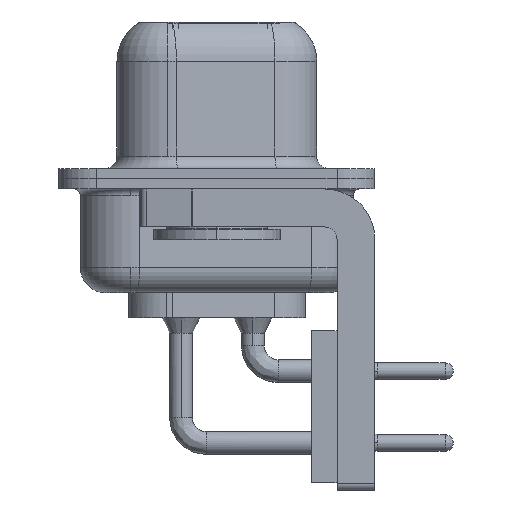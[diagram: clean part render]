
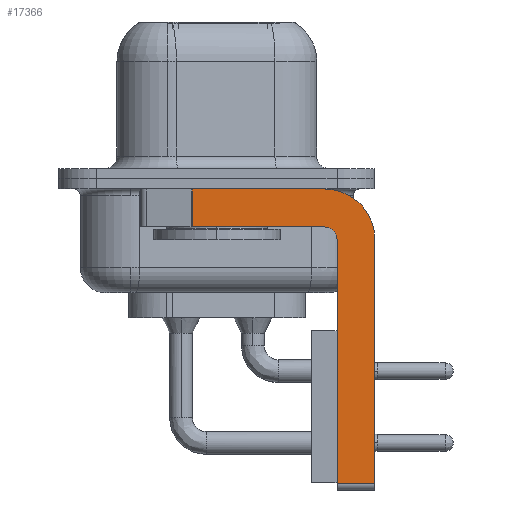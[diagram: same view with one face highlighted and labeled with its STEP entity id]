
A CAD part, left-side view. The second image highlights one B-rep face of the part: STEP entity #17366.
In plain terms, the highlighted planar face has unit normal (-1, 0, 0).
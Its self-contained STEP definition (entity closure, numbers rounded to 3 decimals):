
#1099 = VERTEX_POINT ( 'NONE', #2262 ) ;
#1291 = EDGE_CURVE ( 'NONE', #1099, #9947, #8830, .T. ) ;
#2262 = CARTESIAN_POINT ( 'NONE',  ( -2.9, -4.75, -2.4 ) ) ;
#2352 = VECTOR ( 'NONE', #13246, 1000. ) ;
#2357 = ORIENTED_EDGE ( 'NONE', *, *, #1291, .F. ) ;
#2718 = EDGE_CURVE ( 'NONE', #13305, #21557, #28755, .T. ) ;
#3495 = CARTESIAN_POINT ( 'NONE',  ( -2.9, -4.25, -12.05 ) ) ;
#3643 = ORIENTED_EDGE ( 'NONE', *, *, #23434, .F. ) ;
#3694 = PLANE ( 'NONE',  #3712 ) ;
#3712 = AXIS2_PLACEMENT_3D ( 'NONE', #17911, #10849, #27447 ) ;
#4422 = CARTESIAN_POINT ( 'NONE',  ( -2.9, -6.25, -2.4 ) ) ;
#4427 = DIRECTION ( 'NONE',  ( 0., 0., -1. ) ) ;
#4671 = ORIENTED_EDGE ( 'NONE', *, *, #2718, .F. ) ;
#4963 = FACE_OUTER_BOUND ( 'NONE', #10196, .T. ) ;
#5250 = EDGE_CURVE ( 'NONE', #5928, #1099, #27918, .T. ) ;
#5570 = LINE ( 'NONE', #3495, #29960 ) ;
#5684 = CARTESIAN_POINT ( 'NONE',  ( -2.9, -4.25, -0.4 ) ) ;
#5823 = LINE ( 'NONE', #11994, #6555 ) ;
#5928 = VERTEX_POINT ( 'NONE', #16314 ) ;
#5940 = DIRECTION ( 'NONE',  ( 0., -1., 0. ) ) ;
#6555 = VECTOR ( 'NONE', #16673, 1000. ) ;
#6872 = CARTESIAN_POINT ( 'NONE',  ( -2.9, -6.25, -2.4 ) ) ;
#6894 = VECTOR ( 'NONE', #17160, 1000. ) ;
#6983 = CARTESIAN_POINT ( 'NONE',  ( -2.9, -4.75, -12.3 ) ) ;
#7015 = DIRECTION ( 'NONE',  ( 0., 0., 1. ) ) ;
#7415 = VERTEX_POINT ( 'NONE', #17889 ) ;
#8682 = ORIENTED_EDGE ( 'NONE', *, *, #29200, .T. ) ;
#8711 = LINE ( 'NONE', #22799, #2352 ) ;
#8830 = CIRCLE ( 'NONE', #29645, 0.5 ) ;
#9010 = DIRECTION ( 'NONE',  ( 1., 0., 0. ) ) ;
#9947 = VERTEX_POINT ( 'NONE', #23841 ) ;
#10196 = EDGE_LOOP ( 'NONE', ( #16290, #24081, #3643, #2357, #12990, #8682, #4671, #23228 ) ) ;
#10849 = DIRECTION ( 'NONE',  ( 1., 0., 0. ) ) ;
#10902 = EDGE_CURVE ( 'NONE', #7415, #14412, #29849, .T. ) ;
#11711 = CARTESIAN_POINT ( 'NONE',  ( -2.9, 0.978, -1.9 ) ) ;
#11994 = CARTESIAN_POINT ( 'NONE',  ( -2.9, -4.25, -1.9 ) ) ;
#12990 = ORIENTED_EDGE ( 'NONE', *, *, #5250, .F. ) ;
#13246 = DIRECTION ( 'NONE',  ( 0., -1., 0. ) ) ;
#13305 = VERTEX_POINT ( 'NONE', #6872 ) ;
#14412 = VERTEX_POINT ( 'NONE', #11711 ) ;
#15288 = VECTOR ( 'NONE', #7015, 1000. ) ;
#15293 = DIRECTION ( 'NONE',  ( 0., 0., 1. ) ) ;
#16290 = ORIENTED_EDGE ( 'NONE', *, *, #24848, .F. ) ;
#16314 = CARTESIAN_POINT ( 'NONE',  ( -2.9, -4.75, -12.05 ) ) ;
#16673 = DIRECTION ( 'NONE',  ( 0., 1., 0. ) ) ;
#17160 = DIRECTION ( 'NONE',  ( 0., 0., -1. ) ) ;
#17366 = ADVANCED_FACE ( 'NONE', ( #4963 ), #3694, .F. ) ;
#17889 = CARTESIAN_POINT ( 'NONE',  ( -2.9, 0.978, -0.4 ) ) ;
#17911 = CARTESIAN_POINT ( 'NONE',  ( -2.9, -4.25, -2.4 ) ) ;
#18630 = CARTESIAN_POINT ( 'NONE',  ( -2.9, 0.978, -1.9 ) ) ;
#19139 = AXIS2_PLACEMENT_3D ( 'NONE', #23292, #9010, #25609 ) ;
#20537 = DIRECTION ( 'NONE',  ( -1., 0., 0. ) ) ;
#20589 = CARTESIAN_POINT ( 'NONE',  ( -2.9, -4.25, -2.4 ) ) ;
#21556 = EDGE_CURVE ( 'NONE', #27054, #13305, #28086, .T. ) ;
#21557 = VERTEX_POINT ( 'NONE', #30193 ) ;
#22799 = CARTESIAN_POINT ( 'NONE',  ( -2.9, 3., -0.4 ) ) ;
#23228 = ORIENTED_EDGE ( 'NONE', *, *, #21556, .F. ) ;
#23292 = CARTESIAN_POINT ( 'NONE',  ( -2.9, -4.25, -2.4 ) ) ;
#23434 = EDGE_CURVE ( 'NONE', #9947, #14412, #5823, .T. ) ;
#23841 = CARTESIAN_POINT ( 'NONE',  ( -2.9, -4.25, -1.9 ) ) ;
#24081 = ORIENTED_EDGE ( 'NONE', *, *, #10902, .T. ) ;
#24848 = EDGE_CURVE ( 'NONE', #7415, #27054, #8711, .T. ) ;
#25609 = DIRECTION ( 'NONE',  ( 0., 0., -1. ) ) ;
#27054 = VERTEX_POINT ( 'NONE', #5684 ) ;
#27447 = DIRECTION ( 'NONE',  ( 0., 0., -1. ) ) ;
#27918 = LINE ( 'NONE', #6983, #15288 ) ;
#28086 = CIRCLE ( 'NONE', #19139, 2. ) ;
#28755 = LINE ( 'NONE', #4422, #6894 ) ;
#29123 = VECTOR ( 'NONE', #4427, 1000. ) ;
#29200 = EDGE_CURVE ( 'NONE', #5928, #21557, #5570, .T. ) ;
#29645 = AXIS2_PLACEMENT_3D ( 'NONE', #20589, #20537, #15293 ) ;
#29849 = LINE ( 'NONE', #18630, #29123 ) ;
#29960 = VECTOR ( 'NONE', #5940, 1000. ) ;
#30193 = CARTESIAN_POINT ( 'NONE',  ( -2.9, -6.25, -12.05 ) ) ;
